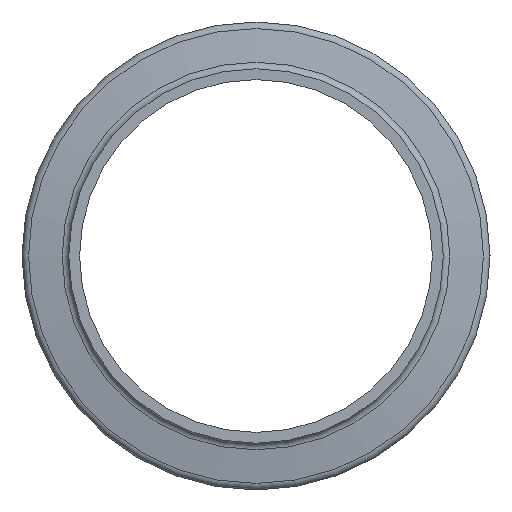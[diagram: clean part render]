
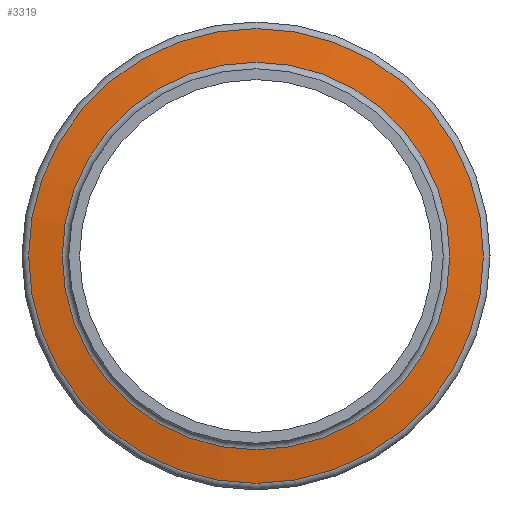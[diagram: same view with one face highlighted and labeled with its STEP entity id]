
A CAD part, left-side view. The second image highlights one B-rep face of the part: STEP entity #3319.
In plain terms, the highlighted conical face has half-angle 81.301 degrees and reference radius 6.317 mm.
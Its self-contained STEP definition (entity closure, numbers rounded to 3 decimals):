
#183 = ORIENTED_EDGE ( 'NONE', *, *, #1165, .F. ) ;
#321 = EDGE_CURVE ( 'NONE', #2542, #2542, #2503, .T. ) ;
#388 = DIRECTION ( 'NONE',  ( 0., 0., -1. ) ) ;
#510 = FACE_BOUND ( 'NONE', #3153, .T. ) ;
#514 = CARTESIAN_POINT ( 'NONE',  ( 0.967, 0., -6.317 ) ) ;
#604 = AXIS2_PLACEMENT_3D ( 'NONE', #1359, #1882, #2670 ) ;
#725 = AXIS2_PLACEMENT_3D ( 'NONE', #2727, #1397, #388 ) ;
#800 = AXIS2_PLACEMENT_3D ( 'NONE', #1768, #1579, #2305 ) ;
#1065 = VERTEX_POINT ( 'NONE', #514 ) ;
#1165 = EDGE_CURVE ( 'NONE', #1065, #1065, #2797, .T. ) ;
#1359 = CARTESIAN_POINT ( 'NONE',  ( 0.824, 0., 0. ) ) ;
#1397 = DIRECTION ( 'NONE',  ( 1., 0., 0. ) ) ;
#1579 = DIRECTION ( 'NONE',  ( 1., 0., 0. ) ) ;
#1768 = CARTESIAN_POINT ( 'NONE',  ( 0.967, 0., 0. ) ) ;
#1776 = CONICAL_SURFACE ( 'NONE', #800, 6.317, 1.419 ) ;
#1791 = FACE_OUTER_BOUND ( 'NONE', #2526, .T. ) ;
#1882 = DIRECTION ( 'NONE',  ( 1., 0., 0. ) ) ;
#2094 = ORIENTED_EDGE ( 'NONE', *, *, #321, .T. ) ;
#2305 = DIRECTION ( 'NONE',  ( 0., 0., -1. ) ) ;
#2481 = CARTESIAN_POINT ( 'NONE',  ( 0.824, 0., -5.383 ) ) ;
#2503 = CIRCLE ( 'NONE', #604, 5.383 ) ;
#2526 = EDGE_LOOP ( 'NONE', ( #183 ) ) ;
#2542 = VERTEX_POINT ( 'NONE', #2481 ) ;
#2670 = DIRECTION ( 'NONE',  ( 0., 0., -1. ) ) ;
#2727 = CARTESIAN_POINT ( 'NONE',  ( 0.967, 0., 0. ) ) ;
#2797 = CIRCLE ( 'NONE', #725, 6.317 ) ;
#3153 = EDGE_LOOP ( 'NONE', ( #2094 ) ) ;
#3319 = ADVANCED_FACE ( 'NONE', ( #510, #1791 ), #1776, .T. ) ;
